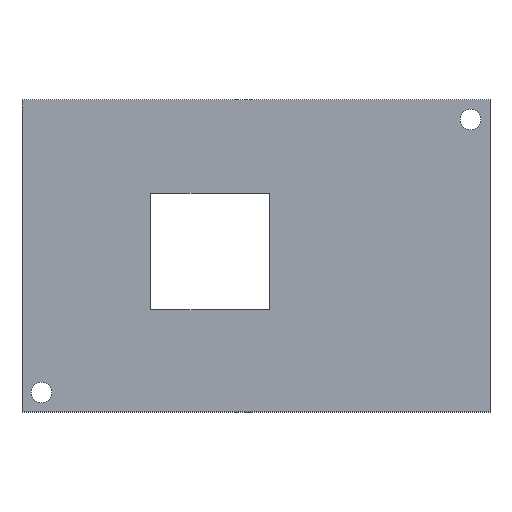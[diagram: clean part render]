
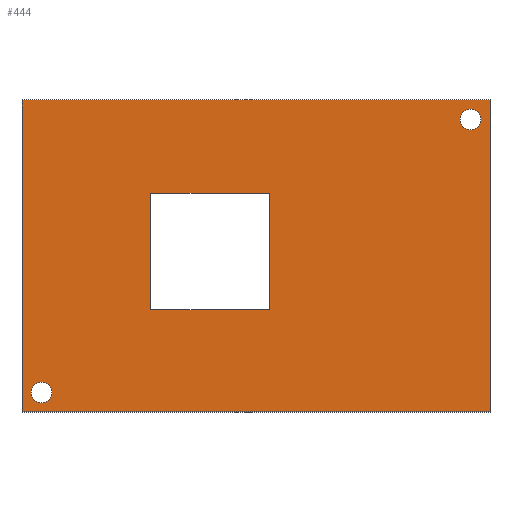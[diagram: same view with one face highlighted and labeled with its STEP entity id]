
A CAD part, top view. The second image highlights one B-rep face of the part: STEP entity #444.
In plain terms, the highlighted planar face has unit normal (0, 0, 1).
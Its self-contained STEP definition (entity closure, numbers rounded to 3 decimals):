
#42=CARTESIAN_POINT('Vertex',(0.,0.,3.175)) ;
#56=CARTESIAN_POINT('Vertex',(0.,-50.8,3.175)) ;
#59=CARTESIAN_POINT('Line Origine',(0.,-25.4,3.175)) ;
#87=CARTESIAN_POINT('Vertex',(76.2,-50.8,3.175)) ;
#90=CARTESIAN_POINT('Line Origine',(38.1,-50.8,3.175)) ;
#118=CARTESIAN_POINT('Vertex',(76.2,0.,3.175)) ;
#121=CARTESIAN_POINT('Line Origine',(76.2,-25.4,3.175)) ;
#143=CARTESIAN_POINT('Line Origine',(38.1,0.,3.175)) ;
#160=CARTESIAN_POINT('Axis2P3D Location',(73.025,-3.175,3.175)) ;
#164=CARTESIAN_POINT('Vertex',(71.374,-3.175,3.175)) ;
#166=CARTESIAN_POINT('Vertex',(74.676,-3.175,3.175)) ;
#195=CARTESIAN_POINT('Axis2P3D Location',(73.025,-3.175,3.175)) ;
#217=CARTESIAN_POINT('Axis2P3D Location',(3.175,-47.625,3.175)) ;
#221=CARTESIAN_POINT('Vertex',(1.524,-47.625,3.175)) ;
#223=CARTESIAN_POINT('Vertex',(4.826,-47.625,3.175)) ;
#252=CARTESIAN_POINT('Axis2P3D Location',(3.175,-47.625,3.175)) ;
#274=CARTESIAN_POINT('Line Origine',(30.632,-15.164,3.175)) ;
#278=CARTESIAN_POINT('Vertex',(40.306,-15.164,3.175)) ;
#280=CARTESIAN_POINT('Vertex',(20.958,-15.164,3.175)) ;
#314=CARTESIAN_POINT('Line Origine',(40.306,-24.656,3.175)) ;
#318=CARTESIAN_POINT('Vertex',(40.306,-34.148,3.175)) ;
#345=CARTESIAN_POINT('Line Origine',(30.632,-34.148,3.175)) ;
#349=CARTESIAN_POINT('Vertex',(20.958,-34.148,3.175)) ;
#376=CARTESIAN_POINT('Line Origine',(20.958,-24.656,3.175)) ;
#419=CARTESIAN_POINT('Axis2P3D Location',(0.,0.,3.175)) ;
#61=VECTOR('Line Direction',#60,1.) ;
#92=VECTOR('Line Direction',#91,1.) ;
#123=VECTOR('Line Direction',#122,1.) ;
#145=VECTOR('Line Direction',#144,1.) ;
#276=VECTOR('Line Direction',#275,1.) ;
#316=VECTOR('Line Direction',#315,1.) ;
#347=VECTOR('Line Direction',#346,1.) ;
#378=VECTOR('Line Direction',#377,1.) ;
#60=DIRECTION('Vector Direction',(0.,-1.,0.)) ;
#91=DIRECTION('Vector Direction',(-1.,0.,0.)) ;
#122=DIRECTION('Vector Direction',(0.,1.,0.)) ;
#144=DIRECTION('Vector Direction',(1.,0.,0.)) ;
#161=DIRECTION('Axis2P3D Direction',(0.,0.,1.)) ;
#196=DIRECTION('Axis2P3D Direction',(0.,0.,1.)) ;
#218=DIRECTION('Axis2P3D Direction',(0.,0.,1.)) ;
#253=DIRECTION('Axis2P3D Direction',(0.,0.,1.)) ;
#275=DIRECTION('Vector Direction',(1.,0.,0.)) ;
#315=DIRECTION('Vector Direction',(0.,1.,0.)) ;
#346=DIRECTION('Vector Direction',(-1.,0.,0.)) ;
#377=DIRECTION('Vector Direction',(0.,-1.,0.)) ;
#420=DIRECTION('Axis2P3D Direction',(0.,0.,1.)) ;
#421=DIRECTION('Axis2P3D XDirection',(1.,0.,0.)) ;
#162=AXIS2_PLACEMENT_3D('Circle Axis2P3D',#160,#161,$) ;
#197=AXIS2_PLACEMENT_3D('Circle Axis2P3D',#195,#196,$) ;
#219=AXIS2_PLACEMENT_3D('Circle Axis2P3D',#217,#218,$) ;
#254=AXIS2_PLACEMENT_3D('Circle Axis2P3D',#252,#253,$) ;
#422=AXIS2_PLACEMENT_3D('Plane Axis2P3D',#419,#420,#421) ;
#62=LINE('Line',#59,#61) ;
#93=LINE('Line',#90,#92) ;
#124=LINE('Line',#121,#123) ;
#146=LINE('Line',#143,#145) ;
#277=LINE('Line',#274,#276) ;
#317=LINE('Line',#314,#316) ;
#348=LINE('Line',#345,#347) ;
#379=LINE('Line',#376,#378) ;
#163=CIRCLE('generated circle',#162,1.651) ;
#198=CIRCLE('generated circle',#197,1.651) ;
#220=CIRCLE('generated circle',#219,1.651) ;
#255=CIRCLE('generated circle',#254,1.651) ;
#423=PLANE('',#422) ;
#433=FACE_BOUND('',#430,.T.) ;
#437=FACE_BOUND('',#434,.T.) ;
#443=FACE_BOUND('',#438,.T.) ;
#63=EDGE_CURVE('',#43,#57,#62,.T.) ;
#94=EDGE_CURVE('',#57,#88,#93,.F.) ;
#125=EDGE_CURVE('',#88,#119,#124,.T.) ;
#147=EDGE_CURVE('',#119,#43,#146,.F.) ;
#168=EDGE_CURVE('',#165,#167,#163,.T.) ;
#199=EDGE_CURVE('',#167,#165,#198,.T.) ;
#225=EDGE_CURVE('',#222,#224,#220,.T.) ;
#256=EDGE_CURVE('',#224,#222,#255,.T.) ;
#282=EDGE_CURVE('',#279,#281,#277,.F.) ;
#320=EDGE_CURVE('',#319,#279,#317,.T.) ;
#351=EDGE_CURVE('',#350,#319,#348,.F.) ;
#380=EDGE_CURVE('',#281,#350,#379,.T.) ;
#425=ORIENTED_EDGE('',*,*,#63,.T.) ;
#426=ORIENTED_EDGE('',*,*,#94,.T.) ;
#427=ORIENTED_EDGE('',*,*,#125,.T.) ;
#428=ORIENTED_EDGE('',*,*,#147,.T.) ;
#431=ORIENTED_EDGE('',*,*,#168,.F.) ;
#432=ORIENTED_EDGE('',*,*,#199,.F.) ;
#435=ORIENTED_EDGE('',*,*,#225,.F.) ;
#436=ORIENTED_EDGE('',*,*,#256,.F.) ;
#439=ORIENTED_EDGE('',*,*,#282,.F.) ;
#440=ORIENTED_EDGE('',*,*,#320,.F.) ;
#441=ORIENTED_EDGE('',*,*,#351,.F.) ;
#442=ORIENTED_EDGE('',*,*,#380,.F.) ;
#424=EDGE_LOOP('',(#425,#426,#427,#428)) ;
#430=EDGE_LOOP('',(#431,#432)) ;
#434=EDGE_LOOP('',(#435,#436)) ;
#438=EDGE_LOOP('',(#439,#440,#441,#442)) ;
#43=VERTEX_POINT('',#42) ;
#57=VERTEX_POINT('',#56) ;
#88=VERTEX_POINT('',#87) ;
#119=VERTEX_POINT('',#118) ;
#165=VERTEX_POINT('',#164) ;
#167=VERTEX_POINT('',#166) ;
#222=VERTEX_POINT('',#221) ;
#224=VERTEX_POINT('',#223) ;
#279=VERTEX_POINT('',#278) ;
#281=VERTEX_POINT('',#280) ;
#319=VERTEX_POINT('',#318) ;
#350=VERTEX_POINT('',#349) ;
#444=ADVANCED_FACE('PartBody',(#429,#433,#437,#443),#423,.T.) ;
#429=FACE_OUTER_BOUND('',#424,.T.) ;
